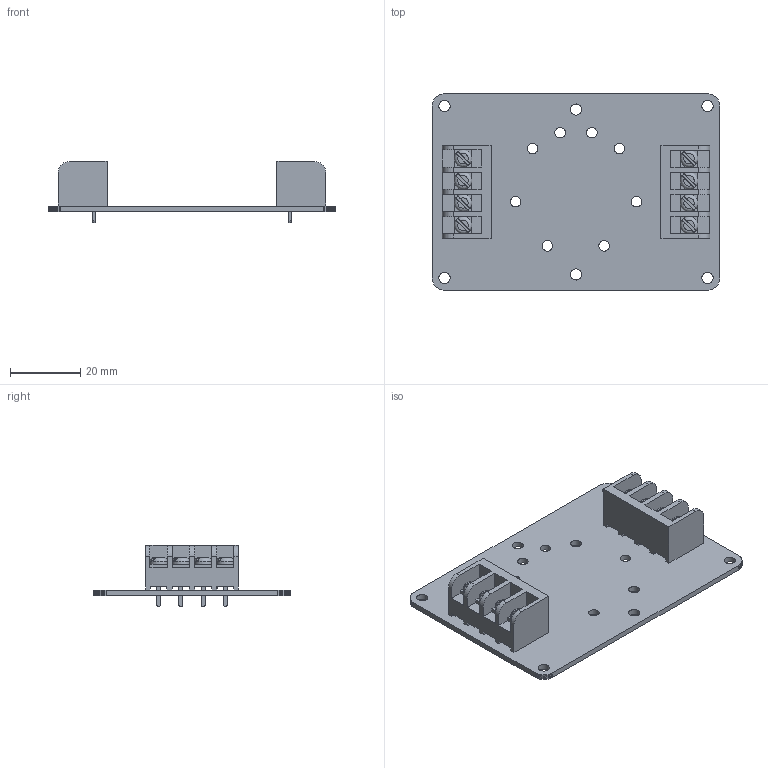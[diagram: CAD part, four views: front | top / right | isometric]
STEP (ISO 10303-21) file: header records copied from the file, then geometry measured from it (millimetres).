
FILE_DESCRIPTION(('KiCad electronic assembly'),'2;1');
FILE_NAME('ConnectorBoard_P8A.step','2024-01-20T15:12:44',('Pcbnew'),( 'Kicad'),'Open CASCADE STEP processor 7.7','KiCad to STEP converter' ,'Unknown');
FILE_SCHEMA(('AUTOMOTIVE_DESIGN { 1 0 10303 214 1 1 1 1 }'));
Length unit declared in the file: millimetre
Products named in the file (4): ConnectorBoard_P8A 1; BarrierStrip_3PCV-04-006; BarrierStrip_3PCV-04-006 v4; ConnectorBoard_P8A PCB
Assembly tree (4 placements, depth 3):
  ConnectorBoard_P8A 1
    BarrierStrip_3PCV-04-006  x2
      BarrierStrip_3PCV-04-006 v4
    ConnectorBoard_P8A PCB
Bounding box: 82 x 56 x 17.4 mm (x, y, z)
Volume: 13649.6 mm3; surface area: 14736.2 mm2
Topology: 3 solids, 3 shells, 318 faces, 912 edges, 608 vertices
Faces by surface type: plane 254, cylinder 56, torus 8
Full cylindrical faces by diameter (mm): 1.5 x8, 3 x8, 3.2 x6
Entity records: 16126 total; most frequent: CARTESIAN_POINT 4057, DIRECTION 2137, LINE 1479, VECTOR 1479, ORIENTED_EDGE 1170, PCURVE 1170, DEFINITIONAL_REPRESENTATION 1170, EDGE_CURVE 585
